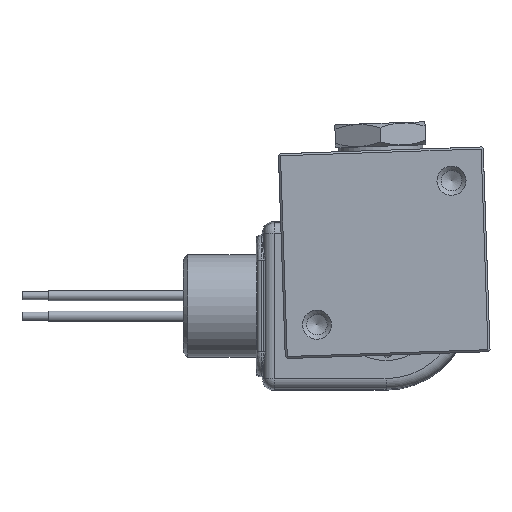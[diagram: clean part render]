
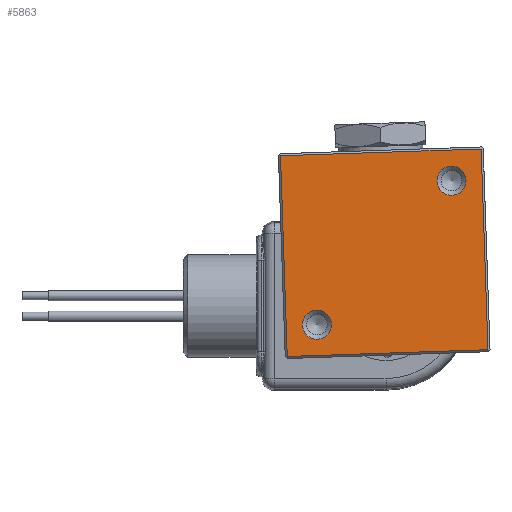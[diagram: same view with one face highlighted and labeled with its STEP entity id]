
A CAD part, front view. The second image highlights one B-rep face of the part: STEP entity #5863.
In plain terms, the highlighted planar face has unit normal (0, -1, 0).
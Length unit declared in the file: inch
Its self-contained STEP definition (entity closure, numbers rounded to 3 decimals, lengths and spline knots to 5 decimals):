
#5802=CARTESIAN_POINT('',(1.05774,-1.93331,0.51152));
#5803=DIRECTION('',(0.0,1.0,0.0));
#5804=DIRECTION('',(0.999,0.0,0.034));
#5805=AXIS2_PLACEMENT_3D('',#5802,#5803,#5804);
#5806=PLANE('',#5805);
#5807=CARTESIAN_POINT('',(1.98923,-1.93331,1.50807));
#5808=VERTEX_POINT('',#5807);
#5809=CARTESIAN_POINT('',(0.0612,-1.93331,1.44301));
#5810=VERTEX_POINT('',#5809);
#5811=CARTESIAN_POINT('',(1.98923,-1.93331,1.50807));
#5812=DIRECTION('',(-0.999,0.0,-0.034));
#5813=VECTOR('',#5812,1.92913);
#5814=LINE('',#5811,#5813);
#5815=EDGE_CURVE('',#5808,#5810,#5814,.T.);
#5816=ORIENTED_EDGE('',*,*,#5815,.T.);
#5817=CARTESIAN_POINT('',(0.12625,-1.93331,-0.48503));
#5818=VERTEX_POINT('',#5817);
#5819=CARTESIAN_POINT('',(0.0612,-1.93331,1.44301));
#5820=DIRECTION('',(0.034,0.0,-0.999));
#5821=VECTOR('',#5820,1.92913);
#5822=LINE('',#5819,#5821);
#5823=EDGE_CURVE('',#5810,#5818,#5822,.T.);
#5824=ORIENTED_EDGE('',*,*,#5823,.T.);
#5825=CARTESIAN_POINT('',(2.05429,-1.93331,-0.41997));
#5826=VERTEX_POINT('',#5825);
#5827=CARTESIAN_POINT('',(0.12625,-1.93331,-0.48503));
#5828=DIRECTION('',(0.999,0.0,0.034));
#5829=VECTOR('',#5828,1.92913);
#5830=LINE('',#5827,#5829);
#5831=EDGE_CURVE('',#5818,#5826,#5830,.T.);
#5832=ORIENTED_EDGE('',*,*,#5831,.T.);
#5833=CARTESIAN_POINT('',(2.05429,-1.93331,-0.41997));
#5834=DIRECTION('',(-0.034,0.0,0.999));
#5835=VECTOR('',#5834,1.92913);
#5836=LINE('',#5833,#5835);
#5837=EDGE_CURVE('',#5826,#5808,#5836,.T.);
#5838=ORIENTED_EDGE('',*,*,#5837,.T.);
#5839=EDGE_LOOP('',(#5816,#5824,#5832,#5838));
#5840=FACE_OUTER_BOUND('',#5839,.T.);
#5841=CARTESIAN_POINT('',(0.40669,-1.93331,-0.04028));
#5842=VERTEX_POINT('',#5841);
#5843=CARTESIAN_POINT('',(0.4114,-1.93331,-0.17996));
#5844=DIRECTION('',(0.,-1.,0.));
#5845=DIRECTION('',(-0.034,0.,0.999));
#5846=AXIS2_PLACEMENT_3D('',#5843,#5844,#5845);
#5847=CIRCLE('',#5846,0.13976);
#5848=EDGE_CURVE('',#5842,#5842,#5847,.T.);
#5849=ORIENTED_EDGE('',*,*,#5848,.F.);
#5850=EDGE_LOOP('',(#5849));
#5851=FACE_BOUND('',#5850,.T.);
#5852=CARTESIAN_POINT('',(1.69937,-1.93331,1.34268));
#5853=VERTEX_POINT('',#5852);
#5854=CARTESIAN_POINT('',(1.70408,-1.93331,1.203));
#5855=DIRECTION('',(0.,-1.,0.));
#5856=DIRECTION('',(-0.034,0.,0.999));
#5857=AXIS2_PLACEMENT_3D('',#5854,#5855,#5856);
#5858=CIRCLE('',#5857,0.13976);
#5859=EDGE_CURVE('',#5853,#5853,#5858,.T.);
#5860=ORIENTED_EDGE('',*,*,#5859,.F.);
#5861=EDGE_LOOP('',(#5860));
#5862=FACE_BOUND('',#5861,.T.);
#5863=ADVANCED_FACE('',(#5840,#5851,#5862),#5806,.F.);
